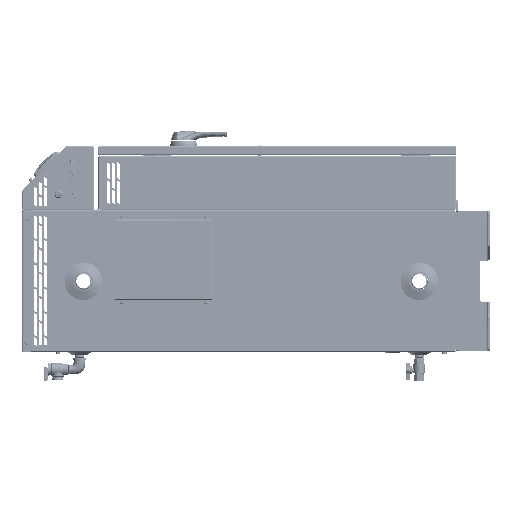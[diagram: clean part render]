
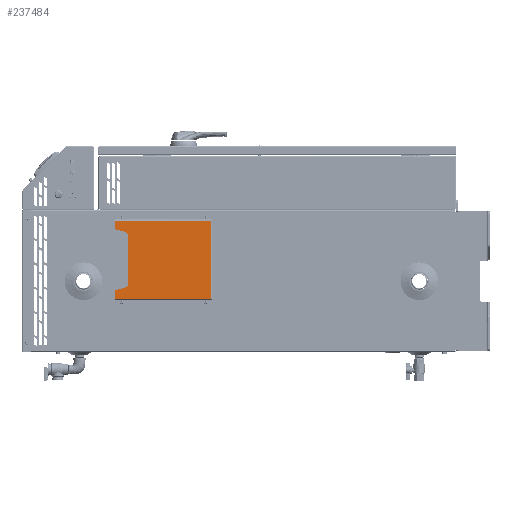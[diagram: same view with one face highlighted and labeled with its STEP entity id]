
A CAD part, left-side view. The second image highlights one B-rep face of the part: STEP entity #237484.
In plain terms, the highlighted planar face has unit normal (-1, 0, 0).
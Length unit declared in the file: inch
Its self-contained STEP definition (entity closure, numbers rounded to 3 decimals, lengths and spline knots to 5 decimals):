
#1006 = EDGE_CURVE ( 'NONE', #179561, #33089, #38230, .T. ) ;
#3220 = VERTEX_POINT ( 'NONE', #84582 ) ;
#6385 = VECTOR ( 'NONE', #185649, 39.37008 ) ;
#7197 = EDGE_CURVE ( 'NONE', #253633, #262415, #335161, .T. ) ;
#7768 = VECTOR ( 'NONE', #229618, 39.37008 ) ;
#9566 = VERTEX_POINT ( 'NONE', #176406 ) ;
#12917 = CARTESIAN_POINT ( 'NONE',  ( -8.75, 41.31702, 5.59898 ) ) ;
#20355 = LINE ( 'NONE', #275763, #66230 ) ;
#21257 = ORIENTED_EDGE ( 'NONE', *, *, #130929, .T. ) ;
#21445 = CARTESIAN_POINT ( 'NONE',  ( -8.75, 40.94643, -0.24101 ) ) ;
#25324 = ORIENTED_EDGE ( 'NONE', *, *, #240802, .T. ) ;
#25667 = AXIS2_PLACEMENT_3D ( 'NONE', #188631, #45123, #335811 ) ;
#26875 = DIRECTION ( 'NONE',  ( 0., 0., 1. ) ) ;
#27300 = LINE ( 'NONE', #310667, #135447 ) ;
#27895 = CARTESIAN_POINT ( 'NONE',  ( -8.75, 42.44643, 6.8391 ) ) ;
#30766 = CARTESIAN_POINT ( 'NONE',  ( -8.75, 42.44643, -1.12252 ) ) ;
#31981 = LINE ( 'NONE', #201633, #7768 ) ;
#33089 = VERTEX_POINT ( 'NONE', #242768 ) ;
#38230 = CIRCLE ( 'NONE', #264439, 0.5 ) ;
#42876 = VERTEX_POINT ( 'NONE', #232709 ) ;
#45123 = DIRECTION ( 'NONE',  ( 1., 0., 0. ) ) ;
#50635 = DIRECTION ( 'NONE',  ( 1., 0., 0. ) ) ;
#50769 = CARTESIAN_POINT ( 'NONE',  ( -8.75, 42.44643, -1.9641 ) ) ;
#57863 = DIRECTION ( 'NONE',  ( 1., 0., 0. ) ) ;
#66230 = VECTOR ( 'NONE', #273919, 39.37008 ) ;
#68637 = DIRECTION ( 'NONE',  ( 0., -0.966, -0.259 ) ) ;
#72298 = CARTESIAN_POINT ( 'NONE',  ( -8.75, 42.44643, 5.9016 ) ) ;
#73698 = DIRECTION ( 'NONE',  ( 0., 0.966, -0.259 ) ) ;
#77277 = LINE ( 'NONE', #248804, #346806 ) ;
#77339 = LINE ( 'NONE', #243362, #180210 ) ;
#77766 = ORIENTED_EDGE ( 'NONE', *, *, #117633, .T. ) ;
#84582 = CARTESIAN_POINT ( 'NONE',  ( -8.75, 42.35378, -1.00178 ) ) ;
#86650 = VERTEX_POINT ( 'NONE', #50769 ) ;
#94105 = CARTESIAN_POINT ( 'NONE',  ( -8.75, 42.32143, -1.12252 ) ) ;
#95327 = ORIENTED_EDGE ( 'NONE', *, *, #363243, .T. ) ;
#96386 = ORIENTED_EDGE ( 'NONE', *, *, #7197, .T. ) ;
#98588 = EDGE_CURVE ( 'NONE', #33089, #3220, #77339, .T. ) ;
#100456 = CARTESIAN_POINT ( 'NONE',  ( -8.75, 40.94643, 5.11601 ) ) ;
#105585 = CARTESIAN_POINT ( 'NONE',  ( -8.75, 42.32143, 5.99752 ) ) ;
#117633 = EDGE_CURVE ( 'NONE', #42876, #234645, #77277, .T. ) ;
#120136 = AXIS2_PLACEMENT_3D ( 'NONE', #166166, #50635, #250076 ) ;
#130929 = EDGE_CURVE ( 'NONE', #9566, #253633, #184227, .T. ) ;
#134223 = CARTESIAN_POINT ( 'NONE',  ( -8.75, 42.44643, -2.0625 ) ) ;
#135447 = VECTOR ( 'NONE', #232317, 39.37008 ) ;
#136060 = DIRECTION ( 'NONE',  ( 0., 0., -1. ) ) ;
#137255 = DIRECTION ( 'NONE',  ( -1., 0., 0. ) ) ;
#159083 = AXIS2_PLACEMENT_3D ( 'NONE', #94105, #207826, #321498 ) ;
#166166 = CARTESIAN_POINT ( 'NONE',  ( -8.75, 36.94643, 2.4375 ) ) ;
#166344 = CARTESIAN_POINT ( 'NONE',  ( -8.75, 42.44643, 5.99752 ) ) ;
#169355 = EDGE_CURVE ( 'NONE', #246701, #86650, #192012, .T. ) ;
#171079 = EDGE_CURVE ( 'NONE', #262415, #179561, #27300, .T. ) ;
#176406 = CARTESIAN_POINT ( 'NONE',  ( -8.75, 42.35378, 5.87678 ) ) ;
#179561 = VERTEX_POINT ( 'NONE', #21445 ) ;
#180210 = VECTOR ( 'NONE', #73698, 39.37008 ) ;
#180688 = CARTESIAN_POINT ( 'NONE',  ( -8.75, 31.54483, 6.8391 ) ) ;
#184227 = LINE ( 'NONE', #72298, #240591 ) ;
#185649 = DIRECTION ( 'NONE',  ( 0., 0., -1. ) ) ;
#186348 = ORIENTED_EDGE ( 'NONE', *, *, #1006, .T. ) ;
#188631 = CARTESIAN_POINT ( 'NONE',  ( -8.75, 41.44643, 5.11601 ) ) ;
#190820 = EDGE_LOOP ( 'NONE', ( #289582, #186348, #226740, #95327, #352684, #235243, #77766, #338329, #289026, #25324, #21257, #96386 ) ) ;
#192012 = LINE ( 'NONE', #134223, #301483 ) ;
#201633 = CARTESIAN_POINT ( 'NONE',  ( -8.75, 31.4894, 6.8391 ) ) ;
#204453 = AXIS2_PLACEMENT_3D ( 'NONE', #105585, #137255, #217478 ) ;
#206469 = VERTEX_POINT ( 'NONE', #27895 ) ;
#207826 = DIRECTION ( 'NONE',  ( -1., 0., 0. ) ) ;
#217478 = DIRECTION ( 'NONE',  ( 0., 0., -1. ) ) ;
#221882 = EDGE_CURVE ( 'NONE', #234645, #206469, #31981, .T. ) ;
#222108 = PLANE ( 'NONE',  #120136 ) ;
#226740 = ORIENTED_EDGE ( 'NONE', *, *, #98588, .T. ) ;
#227497 = CARTESIAN_POINT ( 'NONE',  ( -8.75, 41.44643, -0.24101 ) ) ;
#229618 = DIRECTION ( 'NONE',  ( 0., 1., 0. ) ) ;
#232317 = DIRECTION ( 'NONE',  ( 0., 0., -1. ) ) ;
#232709 = CARTESIAN_POINT ( 'NONE',  ( -8.75, 31.54483, -1.9641 ) ) ;
#234645 = VERTEX_POINT ( 'NONE', #180688 ) ;
#235243 = ORIENTED_EDGE ( 'NONE', *, *, #361991, .T. ) ;
#237484 = ADVANCED_FACE ( 'NONE', ( #307793 ), #222108, .F. ) ;
#240591 = VECTOR ( 'NONE', #68637, 39.37008 ) ;
#240802 = EDGE_CURVE ( 'NONE', #367789, #9566, #275736, .T. ) ;
#241561 = LINE ( 'NONE', #323592, #6385 ) ;
#242768 = CARTESIAN_POINT ( 'NONE',  ( -8.75, 41.31702, -0.72398 ) ) ;
#243362 = CARTESIAN_POINT ( 'NONE',  ( -8.75, 40.94643, -0.62468 ) ) ;
#246701 = VERTEX_POINT ( 'NONE', #30766 ) ;
#248804 = CARTESIAN_POINT ( 'NONE',  ( -8.75, 31.54483, -2.01953 ) ) ;
#250076 = DIRECTION ( 'NONE',  ( 0., 0., -1. ) ) ;
#253633 = VERTEX_POINT ( 'NONE', #12917 ) ;
#262415 = VERTEX_POINT ( 'NONE', #100456 ) ;
#264439 = AXIS2_PLACEMENT_3D ( 'NONE', #227497, #57863, #285260 ) ;
#273919 = DIRECTION ( 'NONE',  ( 0., -1., 0. ) ) ;
#275736 = CIRCLE ( 'NONE', #204453, 0.125 ) ;
#275763 = CARTESIAN_POINT ( 'NONE',  ( -8.75, 42.44643, -1.9641 ) ) ;
#285260 = DIRECTION ( 'NONE',  ( 0., 0., -1. ) ) ;
#289026 = ORIENTED_EDGE ( 'NONE', *, *, #339596, .T. ) ;
#289582 = ORIENTED_EDGE ( 'NONE', *, *, #171079, .T. ) ;
#301483 = VECTOR ( 'NONE', #136060, 39.37008 ) ;
#307793 = FACE_OUTER_BOUND ( 'NONE', #190820, .T. ) ;
#310667 = CARTESIAN_POINT ( 'NONE',  ( -8.75, 40.94643, 5.49968 ) ) ;
#319799 = CIRCLE ( 'NONE', #159083, 0.125 ) ;
#321498 = DIRECTION ( 'NONE',  ( 0., 0., -1. ) ) ;
#323592 = CARTESIAN_POINT ( 'NONE',  ( -8.75, 42.44643, -2.0625 ) ) ;
#335161 = CIRCLE ( 'NONE', #25667, 0.5 ) ;
#335811 = DIRECTION ( 'NONE',  ( 0., 0., -1. ) ) ;
#338329 = ORIENTED_EDGE ( 'NONE', *, *, #221882, .T. ) ;
#339596 = EDGE_CURVE ( 'NONE', #206469, #367789, #241561, .T. ) ;
#346806 = VECTOR ( 'NONE', #26875, 39.37008 ) ;
#352684 = ORIENTED_EDGE ( 'NONE', *, *, #169355, .T. ) ;
#361991 = EDGE_CURVE ( 'NONE', #86650, #42876, #20355, .T. ) ;
#363243 = EDGE_CURVE ( 'NONE', #3220, #246701, #319799, .T. ) ;
#367789 = VERTEX_POINT ( 'NONE', #166344 ) ;
